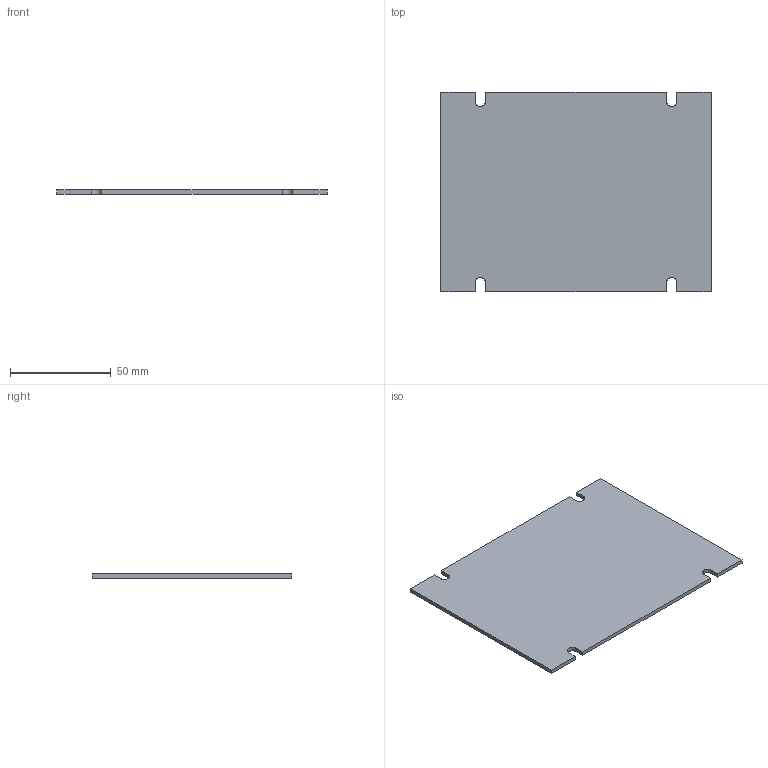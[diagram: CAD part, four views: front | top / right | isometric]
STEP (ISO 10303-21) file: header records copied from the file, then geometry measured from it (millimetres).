
FILE_DESCRIPTION(('CATIA V5 STEP Exchange','CAx-IF Rec.Pracs.--- Model Styling and Organization---1.4--- 2014-01-23'),'2;1');
FILE_NAME ('034648-2_0_9502720000_MP_TBF_19-15_LD.stp','2024-03-19T09:27:25+00:00',('none'),('Weidmueller'),'CATIA Version 5-6 Release 2016 SP3 HF44','CATIA V5 STEP AP214','none');
FILE_SCHEMA(('AUTOMOTIVE_DESIGN { 1 0 10303 214 1 1 1 1 }'));
Length unit declared in the file: millimetre
Products named in the file (1): MP_TBF_19-15_LD
Bounding box: 134 x 99 x 2 mm (x, y, z)
Volume: 26259.9 mm3; surface area: 27287.6 mm2
Topology: 1 solids, 1 shells, 22 faces, 60 edges, 40 vertices
Faces by surface type: plane 18, cylinder 4
Entity records: 818 total; most frequent: CARTESIAN_POINT 215, ORIENTED_EDGE 120, DIRECTION 100, EDGE_CURVE 60, VECTOR 52, LINE 52, VERTEX_POINT 40, AXIS2_PLACEMENT_3D 27
